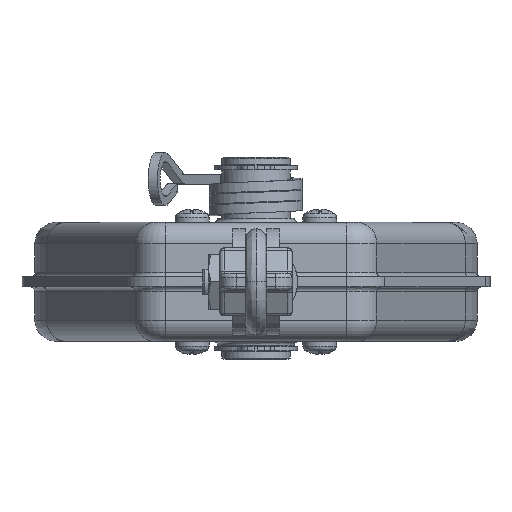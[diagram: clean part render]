
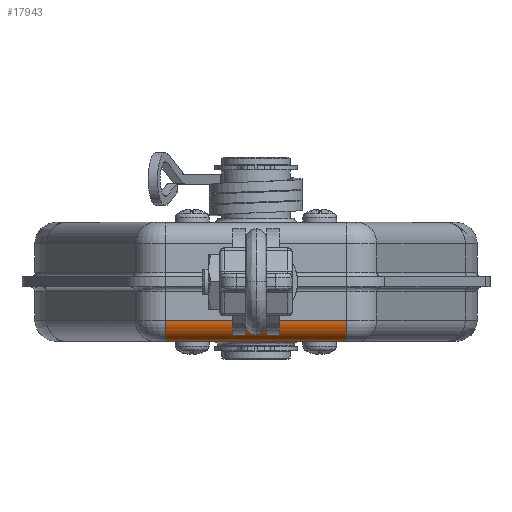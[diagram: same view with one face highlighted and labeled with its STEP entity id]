
A CAD part, front view. The second image highlights one B-rep face of the part: STEP entity #17943.
In plain terms, the highlighted cylindrical face has radius 5 mm (diameter 10 mm), a partial arc.
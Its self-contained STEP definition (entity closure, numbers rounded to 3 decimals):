
#2836 = CARTESIAN_POINT ( 'NONE',  ( 21.32, -77.5, -14. ) ) ;
#3697 = CYLINDRICAL_SURFACE ( 'NONE', #19050, 5. ) ;
#4312 = VERTEX_POINT ( 'NONE', #6934 ) ;
#4438 = VERTEX_POINT ( 'NONE', #12025 ) ;
#6934 = CARTESIAN_POINT ( 'NONE',  ( -21.32, -82.5, -9. ) ) ;
#7372 = VECTOR ( 'NONE', #16890, 1000. ) ;
#7891 = DIRECTION ( 'NONE',  ( 1., 0., 0. ) ) ;
#8091 = CARTESIAN_POINT ( 'NONE',  ( 10.66, -77.5, -9. ) ) ;
#8257 = EDGE_CURVE ( 'NONE', #4312, #31656, #29545, .T. ) ;
#8312 = DIRECTION ( 'NONE',  ( 0., 0., 1. ) ) ;
#8452 = CARTESIAN_POINT ( 'NONE',  ( -21.32, -77.5, -14. ) ) ;
#9164 = VECTOR ( 'NONE', #7891, 1000. ) ;
#11342 = EDGE_LOOP ( 'NONE', ( #38037, #18133, #41236, #43215 ) ) ;
#12025 = CARTESIAN_POINT ( 'NONE',  ( 21.32, -82.5, -9. ) ) ;
#15185 = DIRECTION ( 'NONE',  ( -1., 0., 0. ) ) ;
#15669 = LINE ( 'NONE', #25783, #9164 ) ;
#16890 = DIRECTION ( 'NONE',  ( -1., 0., 0. ) ) ;
#17107 = CARTESIAN_POINT ( 'NONE',  ( 21.32, -82.5, -9. ) ) ;
#17943 = ADVANCED_FACE ( 'NONE', ( #40857 ), #3697, .T. ) ;
#17971 = DIRECTION ( 'NONE',  ( 0., 0., 1. ) ) ;
#17981 = EDGE_CURVE ( 'NONE', #31656, #41229, #15669, .T. ) ;
#18133 = ORIENTED_EDGE ( 'NONE', *, *, #38983, .T. ) ;
#18195 = DIRECTION ( 'NONE',  ( 1., 0., 0. ) ) ;
#19050 = AXIS2_PLACEMENT_3D ( 'NONE', #8091, #25564, #8312 ) ;
#20867 = CIRCLE ( 'NONE', #27174, 5. ) ;
#21479 = CARTESIAN_POINT ( 'NONE',  ( -21.32, -77.5, -9. ) ) ;
#25097 = DIRECTION ( 'NONE',  ( 0., -1., 0. ) ) ;
#25564 = DIRECTION ( 'NONE',  ( -1., 0., 0. ) ) ;
#25783 = CARTESIAN_POINT ( 'NONE',  ( 0., -77.5, -14. ) ) ;
#27174 = AXIS2_PLACEMENT_3D ( 'NONE', #35072, #15185, #25097 ) ;
#29545 = CIRCLE ( 'NONE', #30231, 5. ) ;
#30231 = AXIS2_PLACEMENT_3D ( 'NONE', #21479, #18195, #17971 ) ;
#31656 = VERTEX_POINT ( 'NONE', #8452 ) ;
#35072 = CARTESIAN_POINT ( 'NONE',  ( 21.32, -77.5, -9. ) ) ;
#35995 = EDGE_CURVE ( 'NONE', #41229, #4438, #20867, .T. ) ;
#37443 = LINE ( 'NONE', #17107, #7372 ) ;
#38037 = ORIENTED_EDGE ( 'NONE', *, *, #35995, .T. ) ;
#38983 = EDGE_CURVE ( 'NONE', #4438, #4312, #37443, .T. ) ;
#40857 = FACE_OUTER_BOUND ( 'NONE', #11342, .T. ) ;
#41229 = VERTEX_POINT ( 'NONE', #2836 ) ;
#41236 = ORIENTED_EDGE ( 'NONE', *, *, #8257, .T. ) ;
#43215 = ORIENTED_EDGE ( 'NONE', *, *, #17981, .T. ) ;
